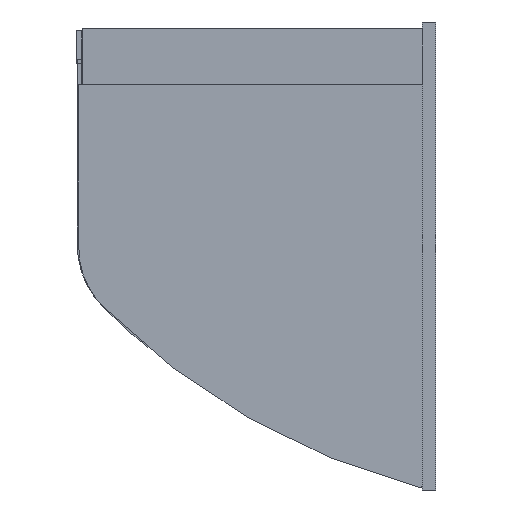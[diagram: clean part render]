
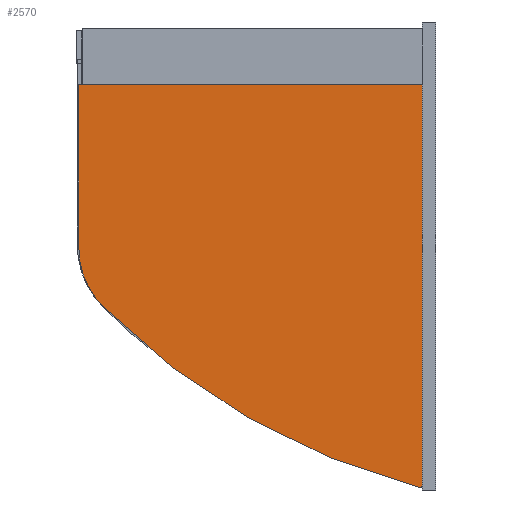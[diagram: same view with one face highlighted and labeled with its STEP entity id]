
A CAD part, left-side view. The second image highlights one B-rep face of the part: STEP entity #2570.
In plain terms, the highlighted planar face has unit normal (-1, 0, 0).
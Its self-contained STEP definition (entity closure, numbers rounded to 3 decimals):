
#50=CIRCLE('',#2790,123.);
#52=CIRCLE('',#2793,1022.);
#54=CIRCLE('',#2796,3.);
#250=FACE_OUTER_BOUND('',#401,.T.);
#401=EDGE_LOOP('',(#2183,#2184,#2185,#2186,#2187,#2188));
#667=LINE('',#4125,#965);
#671=LINE('',#4133,#969);
#674=LINE('',#4139,#972);
#965=VECTOR('',#3381,10.);
#969=VECTOR('',#3387,10.);
#972=VECTOR('',#3392,10.);
#1209=VERTEX_POINT('',#4123);
#1210=VERTEX_POINT('',#4124);
#1213=VERTEX_POINT('',#4132);
#1215=VERTEX_POINT('',#4138);
#1217=VERTEX_POINT('',#4144);
#1219=VERTEX_POINT('',#4150);
#1535=EDGE_CURVE('',#1209,#1210,#667,.T.);
#1539=EDGE_CURVE('',#1210,#1213,#671,.T.);
#1542=EDGE_CURVE('',#1213,#1215,#674,.T.);
#1545=EDGE_CURVE('',#1215,#1217,#50,.T.);
#1548=EDGE_CURVE('',#1217,#1219,#52,.T.);
#1551=EDGE_CURVE('',#1219,#1209,#54,.T.);
#2183=ORIENTED_EDGE('',*,*,#1551,.T.);
#2184=ORIENTED_EDGE('',*,*,#1535,.T.);
#2185=ORIENTED_EDGE('',*,*,#1539,.T.);
#2186=ORIENTED_EDGE('',*,*,#1542,.T.);
#2187=ORIENTED_EDGE('',*,*,#1545,.T.);
#2188=ORIENTED_EDGE('',*,*,#1548,.T.);
#2426=PLANE('',#2798);
#2570=ADVANCED_FACE('',(#250),#2426,.T.);
#2790=AXIS2_PLACEMENT_3D('',#4145,#3397,#3398);
#2793=AXIS2_PLACEMENT_3D('',#4151,#3404,#3405);
#2796=AXIS2_PLACEMENT_3D('',#4156,#3411,#3412);
#2798=AXIS2_PLACEMENT_3D('',#4158,#3415,#3416);
#3381=DIRECTION('',(0.,0.,1.));
#3387=DIRECTION('',(0.,1.,0.));
#3392=DIRECTION('',(0.,0.,-1.));
#3397=DIRECTION('center_axis',(-1.,0.,0.));
#3398=DIRECTION('ref_axis',(0.,1.,0.));
#3404=DIRECTION('center_axis',(-1.,0.,0.));
#3405=DIRECTION('ref_axis',(0.,0.708,-0.707));
#3411=DIRECTION('center_axis',(-1.,0.,0.));
#3412=DIRECTION('ref_axis',(0.,0.248,-0.969));
#3415=DIRECTION('center_axis',(-1.,0.,0.));
#3416=DIRECTION('ref_axis',(0.,0.,1.));
#4123=CARTESIAN_POINT('',(-718.,0.,-340.645));
#4124=CARTESIAN_POINT('',(-718.,0.,254.5));
#4125=CARTESIAN_POINT('',(-718.,0.,-347.5));
#4132=CARTESIAN_POINT('',(-718.,510.,254.5));
#4133=CARTESIAN_POINT('',(-718.,0.,254.5));
#4138=CARTESIAN_POINT('',(-718.,510.,11.5));
#4139=CARTESIAN_POINT('',(-718.,510.,254.5));
#4144=CARTESIAN_POINT('',(-718.,474.049,-75.4));
#4145=CARTESIAN_POINT('Origin',(-718.,387.,11.5));
#4150=CARTESIAN_POINT('',(-718.,3.743,-343.551));
#4151=CARTESIAN_POINT('Origin',(-718.,-249.233,646.644));
#4156=CARTESIAN_POINT('Origin',(-718.,3.,-340.645));
#4158=CARTESIAN_POINT('Origin',(-718.,255.,-44.572));
